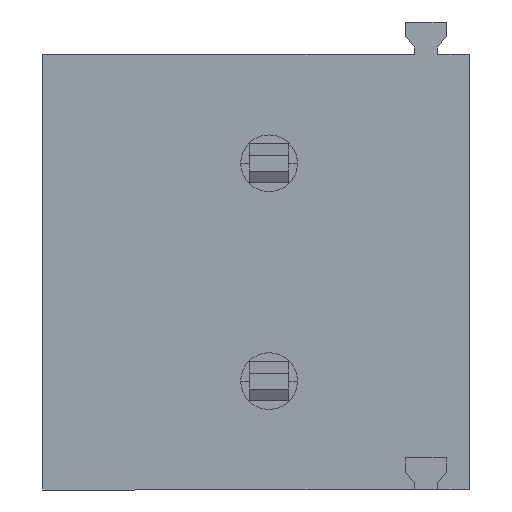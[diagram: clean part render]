
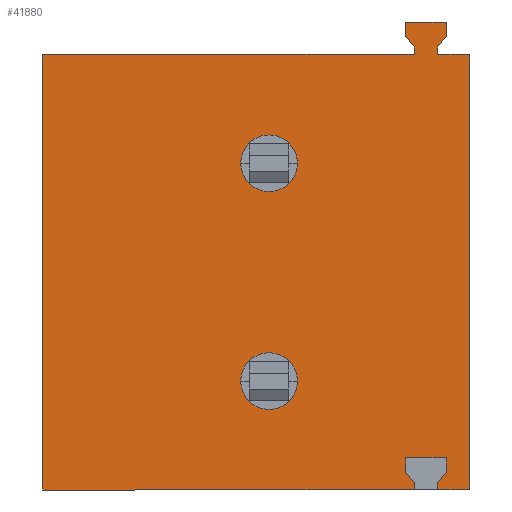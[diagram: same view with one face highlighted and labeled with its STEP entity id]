
A CAD part, front view. The second image highlights one B-rep face of the part: STEP entity #41880.
In plain terms, the highlighted planar face has unit normal (0, -1, 0).
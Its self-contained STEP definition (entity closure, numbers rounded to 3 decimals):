
#1870=CARTESIAN_POINT('',(-62.994,39.429
   ,-8.241));
#1880=VERTEX_POINT('',#1870);
#2050=CARTESIAN_POINT('',(-62.994,39.429
   ,-7.899));
#2060=VERTEX_POINT('',#2050);
#2090=CARTESIAN_POINT('',(-62.994,39.429
   ,0.));
#2100=DIRECTION('',(0.,0.,
   1.));
#2110=VECTOR('',#2100,1.);
#2120=LINE('',#2090,#2110);
#2130=EDGE_CURVE('',#1880,#2060,#2120,.T.);
#3160=CARTESIAN_POINT('',(-62.065,39.429
   ,-7.899));
#3170=VERTEX_POINT('',#3160);
#3340=CARTESIAN_POINT('',(-62.065,39.429
   ,-8.241));
#3350=VERTEX_POINT('',#3340);
#3380=CARTESIAN_POINT('',(-62.065,39.429
   ,0.));
#3390=DIRECTION('',(0.,0.,
   -1.));
#3400=VECTOR('',#3390,1.);
#3410=LINE('',#3380,#3400);
#3420=EDGE_CURVE('',#3170,#3350,#3410,.T.);
#3630=CARTESIAN_POINT('',(-62.26,39.429
   ,-7.5));
#3640=VERTEX_POINT('',#3630);
#3810=CARTESIAN_POINT('',(-62.26,39.429
   ,-7.667));
#3820=VERTEX_POINT('',#3810);
#3850=CARTESIAN_POINT('',(-62.26,39.429
   ,0.));
#3860=DIRECTION('',(0.,0.,
   -1.));
#3870=VECTOR('',#3860,1.);
#3880=LINE('',#3850,#3870);
#3890=EDGE_CURVE('',#3640,#3820,#3880,.T.);
#4190=CARTESIAN_POINT('',(-62.799,39.429
   ,-7.667));
#4200=VERTEX_POINT('',#4190);
#4230=CARTESIAN_POINT('',(-56.351,39.429
   ,0.));
#4240=DIRECTION('',(0.644,0.,
   0.765));
#4250=VECTOR('',#4240,1.);
#4260=LINE('',#4230,#4250);
#4270=EDGE_CURVE('',#2060,#4200,#4260,.T.);
#4920=CARTESIAN_POINT('',(0.,39.429,
   -8.241));
#4930=DIRECTION('',(-1.,0.,
   0.));
#4940=VECTOR('',#4930,1.);
#4950=LINE('',#4920,#4940);
#4960=EDGE_CURVE('',#3350,#1880,#4950,.T.);
#5530=CARTESIAN_POINT('',(-62.799,39.429
   ,-7.5));
#5540=VERTEX_POINT('',#5530);
#5570=CARTESIAN_POINT('',(-62.799,39.429
   ,0.));
#5580=DIRECTION('',(0.,0.,
   1.));
#5590=VECTOR('',#5580,1.);
#5600=LINE('',#5570,#5590);
#5610=EDGE_CURVE('',#4200,#5540,#5600,.T.);
#5810=CARTESIAN_POINT('',(-68.708,39.429
   ,0.));
#5820=DIRECTION('',(0.644,0.,
   -0.765));
#5830=VECTOR('',#5820,1.);
#5840=LINE('',#5810,#5830);
#5850=EDGE_CURVE('',#3820,#3170,#5840,.T.);
#11230=CARTESIAN_POINT('',(-63.53,
   39.429,-7.5));
#11240=VERTEX_POINT('',#11230);
#11270=CARTESIAN_POINT('',(0.,39.429
   ,-7.5));
#11280=DIRECTION('',(1.,0.,
   0.));
#11290=VECTOR('',#11280,1.);
#11300=LINE('',#11270,#11290);
#11310=EDGE_CURVE('',#11240,#5540,#11300,.T.);
#11360=CARTESIAN_POINT('',(-53.73,
   39.429,-7.5));
#11370=VERTEX_POINT('',#11360);
#11380=EDGE_CURVE('',#3640,#11370,#11300,.T.);
#13080=CARTESIAN_POINT('',(-59.58,
   39.429,-5.));
#13090=VERTEX_POINT('',#13080);
#13270=CARTESIAN_POINT('',(-58.28,
   39.429,-5.));
#13280=VERTEX_POINT('',#13270);
#13310=CARTESIAN_POINT('',(-58.93,
   39.429,-5.));
#13320=DIRECTION('',(0.,-1.,
   0.));
#13330=DIRECTION('',(-1.,0.,
   0.));
#13340=AXIS2_PLACEMENT_3D('',#13310,#13320,#13330);
#13350=CIRCLE('',#13340,0.65);
#13360=EDGE_CURVE('',#13090,#13280,#13350,.T.);
#16250=CARTESIAN_POINT('',(-53.73,
   39.429,2.5));
#16260=VERTEX_POINT('',#16250);
#16380=CARTESIAN_POINT('',(-53.73,
   39.429,0.));
#16390=DIRECTION('',(0.,0.,
   -1.));
#16400=VECTOR('',#16390,1.);
#16410=LINE('',#16380,#16400);
#16420=EDGE_CURVE('',#16260,#11370,#16410,.T.);
#18290=CARTESIAN_POINT('',(-59.58,
   39.429,0.));
#18300=VERTEX_POINT('',#18290);
#18350=CARTESIAN_POINT('',(-58.93,
   39.429,0.));
#18360=DIRECTION('',(0.,-1.,
   0.));
#18370=DIRECTION('',(-1.,0.,
   0.));
#18380=AXIS2_PLACEMENT_3D('',#18350,#18360,#18370);
#18390=CIRCLE('',#18380,0.65);
#18400=CARTESIAN_POINT('',(-58.28,
   39.429,0.));
#18410=VERTEX_POINT('',#18400);
#18420=EDGE_CURVE('',#18410,#18300,#18390,.T.);
#22830=CARTESIAN_POINT('',(0.,39.429
   ,2.5));
#22840=DIRECTION('',(1.,0.,
   0.));
#22850=VECTOR('',#22840,1.);
#22860=LINE('',#22830,#22850);
#22870=CARTESIAN_POINT('',(-62.26,
   39.429,2.5));
#22880=VERTEX_POINT('',#22870);
#22890=EDGE_CURVE('',#22880,#16260,#22860,.T.);
#23110=CARTESIAN_POINT('',(-62.799,
   39.429,2.5));
#23120=VERTEX_POINT('',#23110);
#23150=CARTESIAN_POINT('',(-63.53,
   39.429,2.5));
#23160=VERTEX_POINT('',#23150);
#23170=EDGE_CURVE('',#23160,#23120,#22860,.T.);
#39170=CARTESIAN_POINT('',(0.,39.429
   ,1.759));
#39180=DIRECTION('',(-1.,0.,
   0.));
#39190=VECTOR('',#39180,1.);
#39200=LINE('',#39170,#39190);
#39210=CARTESIAN_POINT('',(-62.065,
   39.429,1.759));
#39220=VERTEX_POINT('',#39210);
#39230=CARTESIAN_POINT('',(-62.994,
   39.429,1.759));
#39240=VERTEX_POINT('',#39230);
#39250=EDGE_CURVE('',#39220,#39240,#39200,.T.);
#39550=CARTESIAN_POINT('',(-62.994,
   39.429,0.));
#39560=DIRECTION('',(0.,0.,
   1.));
#39570=VECTOR('',#39560,1.);
#39580=LINE('',#39550,#39570);
#39590=CARTESIAN_POINT('',(-62.994,
   39.429,2.101));
#39600=VERTEX_POINT('',#39590);
#39610=EDGE_CURVE('',#39240,#39600,#39580,.T.);
#39860=CARTESIAN_POINT('',(-64.76,
   39.429,0.));
#39870=DIRECTION('',(0.644,0.,
   0.765));
#39880=VECTOR('',#39870,1.);
#39890=LINE('',#39860,#39880);
#39900=CARTESIAN_POINT('',(-62.799,
   39.429,2.333));
#39910=VERTEX_POINT('',#39900);
#39920=EDGE_CURVE('',#39600,#39910,#39890,.T.);
#40170=CARTESIAN_POINT('',(-62.799,
   39.429,0.));
#40180=DIRECTION('',(0.,0.,
   1.));
#40190=VECTOR('',#40180,1.);
#40200=LINE('',#40170,#40190);
#40210=EDGE_CURVE('',#39910,#23120,#40200,.T.);
#40410=CARTESIAN_POINT('',(-62.065,
   39.429,0.));
#40420=DIRECTION('',(0.,0.,
   -1.));
#40430=VECTOR('',#40420,1.);
#40440=LINE('',#40410,#40430);
#40450=CARTESIAN_POINT('',(-62.065,
   39.429,2.101));
#40460=VERTEX_POINT('',#40450);
#40470=EDGE_CURVE('',#40460,#39220,#40440,.T.);
#40720=CARTESIAN_POINT('',(-62.26,
   39.429,0.));
#40730=DIRECTION('',(0.,0.,
   -1.));
#40740=VECTOR('',#40730,1.);
#40750=LINE('',#40720,#40740);
#40760=CARTESIAN_POINT('',(-62.26,
   39.429,2.333));
#40770=VERTEX_POINT('',#40760);
#40780=EDGE_CURVE('',#22880,#40770,#40750,.T.);
#41030=CARTESIAN_POINT('',(-60.299,
   39.429,0.));
#41040=DIRECTION('',(0.644,0.,
   -0.765));
#41050=VECTOR('',#41040,1.);
#41060=LINE('',#41030,#41050);
#41070=EDGE_CURVE('',#40770,#40460,#41060,.T.);
#41460=CARTESIAN_POINT('',(-56.571,
   39.429,-5.468));
#41470=DIRECTION('',(0.,-1.,
   0.));
#41480=DIRECTION('',(-1.,0.,
   0.));
#41490=AXIS2_PLACEMENT_3D('',#41460,#41470,#41480);
#41500=PLANE('',#41490);
#41510=ORIENTED_EDGE('',*,*,#23170,.F.);
#41520=ORIENTED_EDGE('',*,*,#40210,.T.);
#41530=ORIENTED_EDGE('',*,*,#39920,.T.);
#41540=ORIENTED_EDGE('',*,*,#39610,.T.);
#41550=ORIENTED_EDGE('',*,*,#39250,.T.);
#41560=ORIENTED_EDGE('',*,*,#40470,.T.);
#41570=ORIENTED_EDGE('',*,*,#41070,.T.);
#41580=ORIENTED_EDGE('',*,*,#40780,.T.);
#41590=ORIENTED_EDGE('',*,*,#22890,.F.);
#41600=ORIENTED_EDGE('',*,*,#16420,.F.);
#41610=ORIENTED_EDGE('',*,*,#11380,.T.);
#41620=ORIENTED_EDGE('',*,*,#3890,.F.);
#41630=ORIENTED_EDGE('',*,*,#5850,.F.);
#41640=ORIENTED_EDGE('',*,*,#3420,.F.);
#41650=ORIENTED_EDGE('',*,*,#4960,.F.);
#41660=ORIENTED_EDGE('',*,*,#2130,.F.);
#41670=ORIENTED_EDGE('',*,*,#4270,.F.);
#41680=ORIENTED_EDGE('',*,*,#5610,.F.);
#41690=ORIENTED_EDGE('',*,*,#11310,.T.);
#41700=CARTESIAN_POINT('',(-63.53,
   39.429,0.));
#41710=DIRECTION('',(0.,0.,
   1.));
#41720=VECTOR('',#41710,1.);
#41730=LINE('',#41700,#41720);
#41740=EDGE_CURVE('',#11240,#23160,#41730,.T.);
#41750=ORIENTED_EDGE('',*,*,#41740,.F.);
#41760=EDGE_LOOP('',(#41750,#41690,#41680,#41670,#41660,#41650,#41640,
   #41630,#41620,#41610,#41600,#41590,#41580,#41570,#41560,#41550,#41540
   ,#41530,#41520,#41510));
#41770=FACE_OUTER_BOUND('',#41760,.T.);
#41780=EDGE_CURVE('',#18300,#18410,#18390,.T.);
#41790=ORIENTED_EDGE('',*,*,#41780,.F.);
#41800=ORIENTED_EDGE('',*,*,#18420,.F.);
#41810=EDGE_LOOP('',(#41800,#41790));
#41820=FACE_BOUND('',#41810,.T.);
#41830=EDGE_CURVE('',#13280,#13090,#13350,.T.);
#41840=ORIENTED_EDGE('',*,*,#41830,.F.);
#41850=ORIENTED_EDGE('',*,*,#13360,.F.);
#41860=EDGE_LOOP('',(#41850,#41840));
#41870=FACE_BOUND('',#41860,.T.);
#41880=ADVANCED_FACE('',(#41770,#41820,#41870),#41500,.T.);
